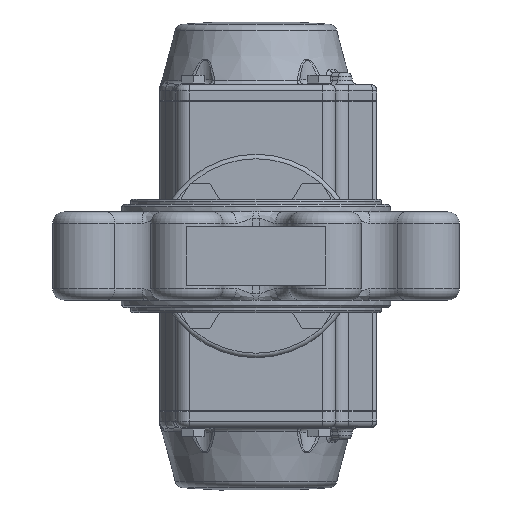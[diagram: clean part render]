
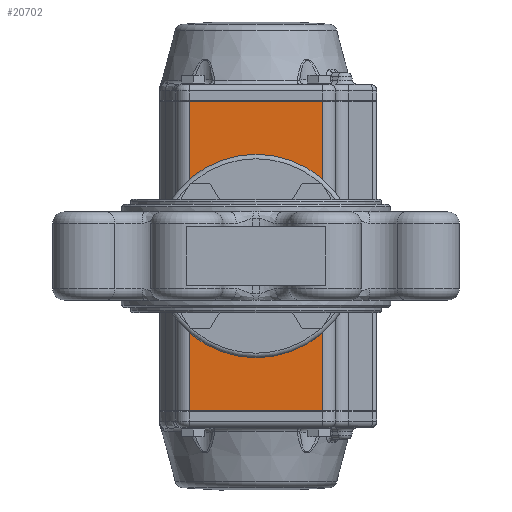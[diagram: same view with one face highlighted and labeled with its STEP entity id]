
A CAD part, front view. The second image highlights one B-rep face of the part: STEP entity #20702.
In plain terms, the highlighted planar face has unit normal (0, -1, 0).
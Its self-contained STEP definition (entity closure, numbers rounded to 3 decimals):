
#1622=PLANE('',#23271);
#2635=LINE('',#45652,#3780);
#2642=LINE('',#45685,#3787);
#2671=LINE('',#45787,#3816);
#2672=LINE('',#45789,#3817);
#3780=VECTOR('',#28556,1000.);
#3787=VECTOR('',#28583,1000.);
#3816=VECTOR('',#28684,1000.);
#3817=VECTOR('',#28687,1000.);
#9072=ORIENTED_EDGE('',*,*,#12398,.F.);
#9073=ORIENTED_EDGE('',*,*,#12466,.F.);
#9074=ORIENTED_EDGE('',*,*,#12414,.T.);
#9075=ORIENTED_EDGE('',*,*,#12467,.T.);
#9076=ORIENTED_EDGE('',*,*,#12040,.F.);
#9077=ORIENTED_EDGE('',*,*,#12038,.F.);
#9078=ORIENTED_EDGE('',*,*,#12036,.F.);
#9079=ORIENTED_EDGE('',*,*,#12034,.F.);
#9080=ORIENTED_EDGE('',*,*,#12032,.F.);
#9081=ORIENTED_EDGE('',*,*,#12030,.F.);
#9082=ORIENTED_EDGE('',*,*,#12028,.F.);
#9083=ORIENTED_EDGE('',*,*,#12026,.F.);
#9084=ORIENTED_EDGE('',*,*,#12024,.T.);
#12024=EDGE_CURVE('',#14260,#14260,#15607,.T.);
#12026=EDGE_CURVE('',#14263,#14263,#15609,.T.);
#12028=EDGE_CURVE('',#14266,#14266,#15611,.T.);
#12030=EDGE_CURVE('',#14269,#14269,#15613,.T.);
#12032=EDGE_CURVE('',#14272,#14272,#15615,.T.);
#12034=EDGE_CURVE('',#14275,#14275,#15617,.T.);
#12036=EDGE_CURVE('',#14278,#14278,#15619,.T.);
#12038=EDGE_CURVE('',#14281,#14281,#15621,.T.);
#12040=EDGE_CURVE('',#14284,#14284,#15623,.T.);
#12398=EDGE_CURVE('',#14517,#14518,#2635,.T.);
#12414=EDGE_CURVE('',#14534,#14533,#2642,.T.);
#12466=EDGE_CURVE('',#14534,#14517,#2671,.T.);
#12467=EDGE_CURVE('',#14533,#14518,#2672,.T.);
#14260=VERTEX_POINT('',#42933);
#14263=VERTEX_POINT('',#42940);
#14266=VERTEX_POINT('',#42947);
#14269=VERTEX_POINT('',#42954);
#14272=VERTEX_POINT('',#42961);
#14275=VERTEX_POINT('',#42968);
#14278=VERTEX_POINT('',#42975);
#14281=VERTEX_POINT('',#42982);
#14284=VERTEX_POINT('',#42989);
#14517=VERTEX_POINT('',#45651);
#14518=VERTEX_POINT('',#45653);
#14533=VERTEX_POINT('',#45684);
#14534=VERTEX_POINT('',#45686);
#15607=CIRCLE('',#22887,16.5);
#15609=CIRCLE('',#22891,2.5);
#15611=CIRCLE('',#22895,2.5);
#15613=CIRCLE('',#22899,2.5);
#15615=CIRCLE('',#22903,2.5);
#15617=CIRCLE('',#22907,3.4);
#15619=CIRCLE('',#22911,3.4);
#15621=CIRCLE('',#22915,3.4);
#15623=CIRCLE('',#22919,3.4);
#17359=EDGE_LOOP('',(#9072,#9073,#9074,#9075));
#17360=EDGE_LOOP('',(#9076));
#17361=EDGE_LOOP('',(#9077));
#17362=EDGE_LOOP('',(#9078));
#17363=EDGE_LOOP('',(#9079));
#17364=EDGE_LOOP('',(#9080));
#17365=EDGE_LOOP('',(#9081));
#17366=EDGE_LOOP('',(#9082));
#17367=EDGE_LOOP('',(#9083));
#17368=EDGE_LOOP('',(#9084));
#19003=FACE_BOUND('',#17359,.T.);
#19004=FACE_BOUND('',#17360,.T.);
#19005=FACE_BOUND('',#17361,.T.);
#19006=FACE_BOUND('',#17362,.T.);
#19007=FACE_BOUND('',#17363,.T.);
#19008=FACE_BOUND('',#17364,.T.);
#19009=FACE_BOUND('',#17365,.T.);
#19010=FACE_BOUND('',#17366,.T.);
#19011=FACE_BOUND('',#17367,.T.);
#19012=FACE_BOUND('',#17368,.T.);
#20702=ADVANCED_FACE('',(#19003,#19004,#19005,#19006,#19007,#19008,#19009,
#19010,#19011,#19012),#1622,.T.);
#22887=AXIS2_PLACEMENT_3D('',#42932,#27762,#27763);
#22891=AXIS2_PLACEMENT_3D('',#42939,#27770,#27771);
#22895=AXIS2_PLACEMENT_3D('',#42946,#27778,#27779);
#22899=AXIS2_PLACEMENT_3D('',#42953,#27786,#27787);
#22903=AXIS2_PLACEMENT_3D('',#42960,#27794,#27795);
#22907=AXIS2_PLACEMENT_3D('',#42967,#27802,#27803);
#22911=AXIS2_PLACEMENT_3D('',#42974,#27810,#27811);
#22915=AXIS2_PLACEMENT_3D('',#42981,#27818,#27819);
#22919=AXIS2_PLACEMENT_3D('',#42988,#27826,#27827);
#23271=AXIS2_PLACEMENT_3D('',#45788,#28685,#28686);
#27762=DIRECTION('',(0.,1.,0.));
#27763=DIRECTION('',(0.,0.,-1.));
#27770=DIRECTION('',(0.,-1.,0.));
#27771=DIRECTION('',(0.,0.,-1.));
#27778=DIRECTION('',(0.,-1.,0.));
#27779=DIRECTION('',(0.,0.,-1.));
#27786=DIRECTION('',(0.,-1.,0.));
#27787=DIRECTION('',(0.,0.,-1.));
#27794=DIRECTION('',(0.,-1.,0.));
#27795=DIRECTION('',(0.,0.,-1.));
#27802=DIRECTION('',(0.,-1.,0.));
#27803=DIRECTION('',(0.,0.,-1.));
#27810=DIRECTION('',(0.,-1.,0.));
#27811=DIRECTION('',(0.,0.,-1.));
#27818=DIRECTION('',(0.,-1.,0.));
#27819=DIRECTION('',(0.,0.,-1.));
#27826=DIRECTION('',(0.,-1.,0.));
#27827=DIRECTION('',(0.,0.,-1.));
#28556=DIRECTION('',(-1.,0.,0.));
#28583=DIRECTION('',(-1.,0.,0.));
#28684=DIRECTION('',(0.,0.,-1.));
#28685=DIRECTION('',(0.,-1.,0.));
#28686=DIRECTION('',(0.,0.,-1.));
#28687=DIRECTION('',(0.,0.,-1.));
#42932=CARTESIAN_POINT('',(0.,-51.5,0.));
#42933=CARTESIAN_POINT('',(0.,-51.5,-16.5));
#42939=CARTESIAN_POINT('',(-17.678,-51.5,-17.678));
#42940=CARTESIAN_POINT('',(-17.678,-51.5,-20.178));
#42946=CARTESIAN_POINT('',(17.678,-51.5,-17.678));
#42947=CARTESIAN_POINT('',(17.678,-51.5,-20.178));
#42953=CARTESIAN_POINT('',(17.678,-51.5,17.678));
#42954=CARTESIAN_POINT('',(17.678,-51.5,15.178));
#42960=CARTESIAN_POINT('',(-17.678,-51.5,17.678));
#42961=CARTESIAN_POINT('',(-17.678,-51.5,15.178));
#42967=CARTESIAN_POINT('',(-24.749,-51.5,-24.749));
#42968=CARTESIAN_POINT('',(-24.749,-51.5,-28.149));
#42974=CARTESIAN_POINT('',(24.749,-51.5,-24.749));
#42975=CARTESIAN_POINT('',(24.749,-51.5,-28.149));
#42981=CARTESIAN_POINT('',(24.749,-51.5,24.749));
#42982=CARTESIAN_POINT('',(24.749,-51.5,21.349));
#42988=CARTESIAN_POINT('',(-24.749,-51.5,24.749));
#42989=CARTESIAN_POINT('',(-24.749,-51.5,21.349));
#45651=CARTESIAN_POINT('',(29.474,-51.5,-68.5));
#45652=CARTESIAN_POINT('',(29.474,-51.5,-68.5));
#45653=CARTESIAN_POINT('',(-29.474,-51.5,-68.5));
#45684=CARTESIAN_POINT('',(-29.474,-51.5,68.5));
#45685=CARTESIAN_POINT('',(29.474,-51.5,68.5));
#45686=CARTESIAN_POINT('',(29.474,-51.5,68.5));
#45787=CARTESIAN_POINT('',(29.474,-51.5,68.5));
#45788=CARTESIAN_POINT('',(29.474,-51.5,68.5));
#45789=CARTESIAN_POINT('',(-29.474,-51.5,68.5));
